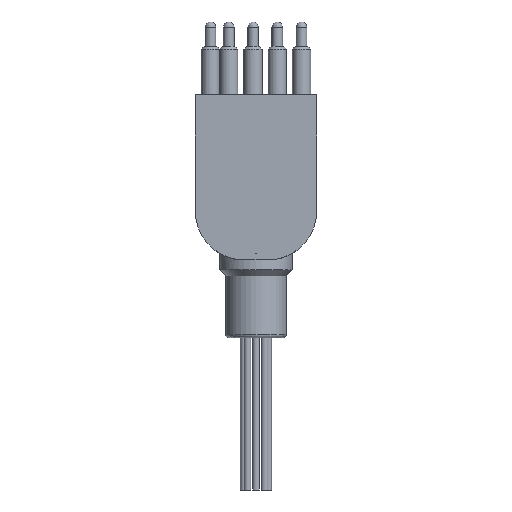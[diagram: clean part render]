
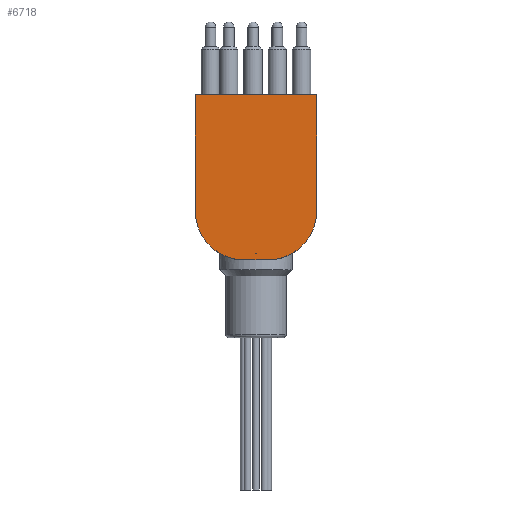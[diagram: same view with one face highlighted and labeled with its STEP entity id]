
A CAD part, front view. The second image highlights one B-rep face of the part: STEP entity #6718.
In plain terms, the highlighted planar face has unit normal (0, -1, 0).
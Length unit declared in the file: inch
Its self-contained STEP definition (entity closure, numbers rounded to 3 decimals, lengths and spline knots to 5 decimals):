
#138=CIRCLE($,#7098,0.0005);
#142=CIRCLE($,#7107,0.5);
#143=CIRCLE($,#7108,0.5);
#293=FACE_BOUND($,#1172,.T.);
#412=PLANE($,#7106);
#707=FACE_OUTER_BOUND($,#1171,.T.);
#1171=EDGE_LOOP($,(#5398,#5399,#5400,#5401,#5402,#5403));
#1172=EDGE_LOOP($,(#5404));
#1704=LINE($,#10903,#2178);
#1746=LINE($,#11755,#2220);
#1747=LINE($,#11759,#2221);
#1748=LINE($,#11762,#2222);
#2178=VECTOR($,#7790,1.25);
#2220=VECTOR($,#7944,1.2);
#2221=VECTOR($,#7947,0.25);
#2222=VECTOR($,#7950,1.2);
#3031=VERTEX_POINT($,#10901);
#3032=VERTEX_POINT($,#10902);
#3059=VERTEX_POINT($,#11016);
#3137=VERTEX_POINT($,#11754);
#3138=VERTEX_POINT($,#11756);
#3139=VERTEX_POINT($,#11758);
#3140=VERTEX_POINT($,#11760);
#3849=EDGE_CURVE($,#3031,#3032,#1704,.T.);
#3877=EDGE_CURVE($,#3059,#3059,#138,.T.);
#3958=EDGE_CURVE($,#3137,#3031,#1746,.T.);
#3959=EDGE_CURVE($,#3137,#3138,#142,.T.);
#3960=EDGE_CURVE($,#3139,#3138,#1747,.T.);
#3961=EDGE_CURVE($,#3139,#3140,#143,.T.);
#3962=EDGE_CURVE($,#3032,#3140,#1748,.T.);
#5398=ORIENTED_EDGE($,*,*,#3958,.F.);
#5399=ORIENTED_EDGE($,*,*,#3959,.T.);
#5400=ORIENTED_EDGE($,*,*,#3960,.F.);
#5401=ORIENTED_EDGE($,*,*,#3961,.T.);
#5402=ORIENTED_EDGE($,*,*,#3962,.F.);
#5403=ORIENTED_EDGE($,*,*,#3849,.F.);
#5404=ORIENTED_EDGE($,*,*,#3877,.T.);
#6718=ADVANCED_FACE($,(#707,#293),#412,.T.);
#7098=AXIS2_PLACEMENT_3D($,#11017,#7888,#7889);
#7106=AXIS2_PLACEMENT_3D($,#11753,#7942,#7943);
#7107=AXIS2_PLACEMENT_3D($,#11757,#7945,#7946);
#7108=AXIS2_PLACEMENT_3D($,#11761,#7948,#7949);
#7790=DIRECTION($,(1.,0.,0.));
#7888=DIRECTION('center_axis',(0.,1.,0.));
#7889=DIRECTION('ref_axis',(0.,0.,1.));
#7942=DIRECTION('center_axis',(0.,-1.,0.));
#7943=DIRECTION('ref_axis',(0.,0.,-1.));
#7944=DIRECTION($,(0.,0.,1.));
#7945=DIRECTION('center_axis',(0.,-1.,0.));
#7946=DIRECTION('ref_axis',(0.,0.,-1.));
#7947=DIRECTION($,(-1.,0.,0.));
#7948=DIRECTION('center_axis',(0.,-1.,0.));
#7949=DIRECTION('ref_axis',(0.,0.,-1.));
#7950=DIRECTION($,(0.,0.,-1.));
#10901=CARTESIAN_POINT('',(-0.625,0.001,1.6375));
#10902=CARTESIAN_POINT('',(0.625,0.001,1.6375));
#10903=CARTESIAN_POINT($,(-0.625,0.001,1.6375));
#11016=CARTESIAN_POINT('',(0.,0.001,-0.0005));
#11017=CARTESIAN_POINT('Origin',(0.,0.001,0.));
#11753=CARTESIAN_POINT('Origin',(0.,0.001,0.));
#11754=CARTESIAN_POINT('',(-0.625,0.001,0.4375));
#11755=CARTESIAN_POINT($,(-0.625,0.001,1.6375));
#11756=CARTESIAN_POINT('',(-0.125,0.001,-0.0625));
#11757=CARTESIAN_POINT('Origin',(-0.125,0.001,0.4375));
#11758=CARTESIAN_POINT('',(0.125,0.001,-0.0625));
#11759=CARTESIAN_POINT($,(-0.625,0.001,-0.0625));
#11760=CARTESIAN_POINT('',(0.625,0.001,0.4375));
#11761=CARTESIAN_POINT('Origin',(0.125,0.001,0.4375));
#11762=CARTESIAN_POINT($,(0.625,0.001,1.6375));
